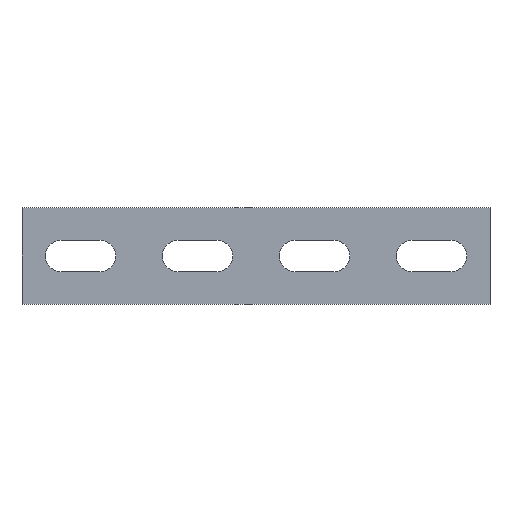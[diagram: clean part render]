
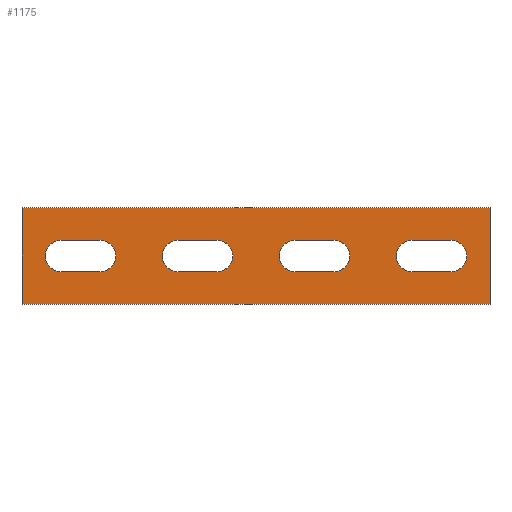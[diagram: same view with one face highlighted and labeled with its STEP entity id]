
A CAD part, front view. The second image highlights one B-rep face of the part: STEP entity #1175.
In plain terms, the highlighted planar face has unit normal (0, -1, 0).
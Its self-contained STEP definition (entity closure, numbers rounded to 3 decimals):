
#42=FACE_BOUND('',#165,.T.);
#43=FACE_BOUND('',#166,.T.);
#44=FACE_BOUND('',#167,.T.);
#45=FACE_BOUND('',#168,.T.);
#54=CIRCLE('',#1265,6.75);
#55=CIRCLE('',#1266,6.75);
#56=CIRCLE('',#1267,6.75);
#57=CIRCLE('',#1268,6.75);
#58=CIRCLE('',#1269,6.75);
#59=CIRCLE('',#1270,6.75);
#60=CIRCLE('',#1271,6.75);
#61=CIRCLE('',#1272,6.75);
#102=FACE_OUTER_BOUND('',#164,.T.);
#164=EDGE_LOOP('',(#786,#787,#788,#789));
#165=EDGE_LOOP('',(#790,#791,#792,#793));
#166=EDGE_LOOP('',(#794,#795,#796,#797));
#167=EDGE_LOOP('',(#798,#799,#800,#801));
#168=EDGE_LOOP('',(#802,#803,#804,#805));
#254=LINE('',#1784,#374);
#255=LINE('',#1786,#375);
#256=LINE('',#1788,#376);
#257=LINE('',#1789,#377);
#258=LINE('',#1794,#378);
#259=LINE('',#1797,#379);
#260=LINE('',#1802,#380);
#261=LINE('',#1805,#381);
#262=LINE('',#1810,#382);
#263=LINE('',#1813,#383);
#264=LINE('',#1818,#384);
#265=LINE('',#1821,#385);
#374=VECTOR('',#1426,10.);
#375=VECTOR('',#1427,10.);
#376=VECTOR('',#1428,10.);
#377=VECTOR('',#1429,10.);
#378=VECTOR('',#1432,10.);
#379=VECTOR('',#1435,10.);
#380=VECTOR('',#1438,10.);
#381=VECTOR('',#1441,10.);
#382=VECTOR('',#1444,10.);
#383=VECTOR('',#1447,10.);
#384=VECTOR('',#1450,10.);
#385=VECTOR('',#1453,10.);
#498=VERTEX_POINT('',#1782);
#499=VERTEX_POINT('',#1783);
#500=VERTEX_POINT('',#1785);
#501=VERTEX_POINT('',#1787);
#502=VERTEX_POINT('',#1790);
#503=VERTEX_POINT('',#1791);
#504=VERTEX_POINT('',#1793);
#505=VERTEX_POINT('',#1795);
#506=VERTEX_POINT('',#1798);
#507=VERTEX_POINT('',#1799);
#508=VERTEX_POINT('',#1801);
#509=VERTEX_POINT('',#1803);
#510=VERTEX_POINT('',#1806);
#511=VERTEX_POINT('',#1807);
#512=VERTEX_POINT('',#1809);
#513=VERTEX_POINT('',#1811);
#514=VERTEX_POINT('',#1814);
#515=VERTEX_POINT('',#1815);
#516=VERTEX_POINT('',#1817);
#517=VERTEX_POINT('',#1819);
#614=EDGE_CURVE('',#498,#499,#254,.T.);
#615=EDGE_CURVE('',#498,#500,#255,.T.);
#616=EDGE_CURVE('',#500,#501,#256,.T.);
#617=EDGE_CURVE('',#499,#501,#257,.T.);
#618=EDGE_CURVE('',#502,#503,#54,.T.);
#619=EDGE_CURVE('',#503,#504,#258,.T.);
#620=EDGE_CURVE('',#504,#505,#55,.T.);
#621=EDGE_CURVE('',#505,#502,#259,.T.);
#622=EDGE_CURVE('',#506,#507,#56,.T.);
#623=EDGE_CURVE('',#507,#508,#260,.T.);
#624=EDGE_CURVE('',#508,#509,#57,.T.);
#625=EDGE_CURVE('',#509,#506,#261,.T.);
#626=EDGE_CURVE('',#510,#511,#58,.T.);
#627=EDGE_CURVE('',#511,#512,#262,.T.);
#628=EDGE_CURVE('',#512,#513,#59,.T.);
#629=EDGE_CURVE('',#513,#510,#263,.T.);
#630=EDGE_CURVE('',#514,#515,#60,.T.);
#631=EDGE_CURVE('',#515,#516,#264,.T.);
#632=EDGE_CURVE('',#516,#517,#61,.T.);
#633=EDGE_CURVE('',#517,#514,#265,.T.);
#786=ORIENTED_EDGE('',*,*,#614,.F.);
#787=ORIENTED_EDGE('',*,*,#615,.T.);
#788=ORIENTED_EDGE('',*,*,#616,.T.);
#789=ORIENTED_EDGE('',*,*,#617,.F.);
#790=ORIENTED_EDGE('',*,*,#618,.T.);
#791=ORIENTED_EDGE('',*,*,#619,.T.);
#792=ORIENTED_EDGE('',*,*,#620,.T.);
#793=ORIENTED_EDGE('',*,*,#621,.T.);
#794=ORIENTED_EDGE('',*,*,#622,.T.);
#795=ORIENTED_EDGE('',*,*,#623,.T.);
#796=ORIENTED_EDGE('',*,*,#624,.T.);
#797=ORIENTED_EDGE('',*,*,#625,.T.);
#798=ORIENTED_EDGE('',*,*,#626,.T.);
#799=ORIENTED_EDGE('',*,*,#627,.T.);
#800=ORIENTED_EDGE('',*,*,#628,.T.);
#801=ORIENTED_EDGE('',*,*,#629,.T.);
#802=ORIENTED_EDGE('',*,*,#630,.T.);
#803=ORIENTED_EDGE('',*,*,#631,.T.);
#804=ORIENTED_EDGE('',*,*,#632,.T.);
#805=ORIENTED_EDGE('',*,*,#633,.T.);
#1082=PLANE('',#1264);
#1175=ADVANCED_FACE('',(#102,#42,#43,#44,#45),#1082,.T.);
#1264=AXIS2_PLACEMENT_3D('',#1781,#1424,#1425);
#1265=AXIS2_PLACEMENT_3D('',#1792,#1430,#1431);
#1266=AXIS2_PLACEMENT_3D('',#1796,#1433,#1434);
#1267=AXIS2_PLACEMENT_3D('',#1800,#1436,#1437);
#1268=AXIS2_PLACEMENT_3D('',#1804,#1439,#1440);
#1269=AXIS2_PLACEMENT_3D('',#1808,#1442,#1443);
#1270=AXIS2_PLACEMENT_3D('',#1812,#1445,#1446);
#1271=AXIS2_PLACEMENT_3D('',#1816,#1448,#1449);
#1272=AXIS2_PLACEMENT_3D('',#1820,#1451,#1452);
#1424=DIRECTION('center_axis',(0.,-1.,0.));
#1425=DIRECTION('ref_axis',(0.,0.,-1.));
#1426=DIRECTION('',(0.,0.,-1.));
#1427=DIRECTION('',(-1.,0.,0.));
#1428=DIRECTION('',(0.,0.,-1.));
#1429=DIRECTION('',(-1.,0.,0.));
#1430=DIRECTION('center_axis',(0.,1.,0.));
#1431=DIRECTION('ref_axis',(0.,0.,-1.));
#1432=DIRECTION('',(1.,0.,0.));
#1433=DIRECTION('center_axis',(0.,1.,0.));
#1434=DIRECTION('ref_axis',(0.,0.,1.));
#1435=DIRECTION('',(-1.,0.,0.));
#1436=DIRECTION('center_axis',(0.,1.,0.));
#1437=DIRECTION('ref_axis',(0.,0.,-1.));
#1438=DIRECTION('',(1.,0.,0.));
#1439=DIRECTION('center_axis',(0.,1.,0.));
#1440=DIRECTION('ref_axis',(0.,0.,1.));
#1441=DIRECTION('',(-1.,0.,0.));
#1442=DIRECTION('center_axis',(0.,1.,0.));
#1443=DIRECTION('ref_axis',(0.,0.,-1.));
#1444=DIRECTION('',(1.,0.,0.));
#1445=DIRECTION('center_axis',(0.,1.,0.));
#1446=DIRECTION('ref_axis',(0.,0.,1.));
#1447=DIRECTION('',(-1.,0.,0.));
#1448=DIRECTION('center_axis',(0.,1.,0.));
#1449=DIRECTION('ref_axis',(0.,0.,-1.));
#1450=DIRECTION('',(1.,0.,0.));
#1451=DIRECTION('center_axis',(0.,1.,0.));
#1452=DIRECTION('ref_axis',(0.,0.,1.));
#1453=DIRECTION('',(-1.,0.,0.));
#1781=CARTESIAN_POINT('Origin',(0.,-36.005,18.65));
#1782=CARTESIAN_POINT('',(200.,-36.005,20.65));
#1783=CARTESIAN_POINT('',(200.,-36.005,-20.65));
#1784=CARTESIAN_POINT('',(200.,-36.005,18.65));
#1785=CARTESIAN_POINT('',(0.,-36.005,20.65));
#1786=CARTESIAN_POINT('',(0.,-36.005,20.65));
#1787=CARTESIAN_POINT('',(0.,-36.005,-20.65));
#1788=CARTESIAN_POINT('',(0.,-36.005,18.65));
#1789=CARTESIAN_POINT('',(0.,-36.005,-20.65));
#1790=CARTESIAN_POINT('',(116.75,-36.005,-6.75));
#1791=CARTESIAN_POINT('',(116.75,-36.005,6.75));
#1792=CARTESIAN_POINT('Origin',(116.75,-36.005,0.));
#1793=CARTESIAN_POINT('',(133.25,-36.005,6.75));
#1794=CARTESIAN_POINT('',(58.375,-36.005,6.75));
#1795=CARTESIAN_POINT('',(133.25,-36.005,-6.75));
#1796=CARTESIAN_POINT('Origin',(133.25,-36.005,0.));
#1797=CARTESIAN_POINT('',(66.625,-36.005,-6.75));
#1798=CARTESIAN_POINT('',(16.75,-36.005,-6.75));
#1799=CARTESIAN_POINT('',(16.75,-36.005,6.75));
#1800=CARTESIAN_POINT('Origin',(16.75,-36.005,0.));
#1801=CARTESIAN_POINT('',(33.25,-36.005,6.75));
#1802=CARTESIAN_POINT('',(8.375,-36.005,6.75));
#1803=CARTESIAN_POINT('',(33.25,-36.005,-6.75));
#1804=CARTESIAN_POINT('Origin',(33.25,-36.005,0.));
#1805=CARTESIAN_POINT('',(16.625,-36.005,-6.75));
#1806=CARTESIAN_POINT('',(66.75,-36.005,-6.75));
#1807=CARTESIAN_POINT('',(66.75,-36.005,6.75));
#1808=CARTESIAN_POINT('Origin',(66.75,-36.005,0.));
#1809=CARTESIAN_POINT('',(83.25,-36.005,6.75));
#1810=CARTESIAN_POINT('',(33.375,-36.005,6.75));
#1811=CARTESIAN_POINT('',(83.25,-36.005,-6.75));
#1812=CARTESIAN_POINT('Origin',(83.25,-36.005,0.));
#1813=CARTESIAN_POINT('',(41.625,-36.005,-6.75));
#1814=CARTESIAN_POINT('',(166.75,-36.005,-6.75));
#1815=CARTESIAN_POINT('',(166.75,-36.005,6.75));
#1816=CARTESIAN_POINT('Origin',(166.75,-36.005,0.));
#1817=CARTESIAN_POINT('',(183.25,-36.005,6.75));
#1818=CARTESIAN_POINT('',(83.375,-36.005,6.75));
#1819=CARTESIAN_POINT('',(183.25,-36.005,-6.75));
#1820=CARTESIAN_POINT('Origin',(183.25,-36.005,0.));
#1821=CARTESIAN_POINT('',(91.625,-36.005,-6.75));
